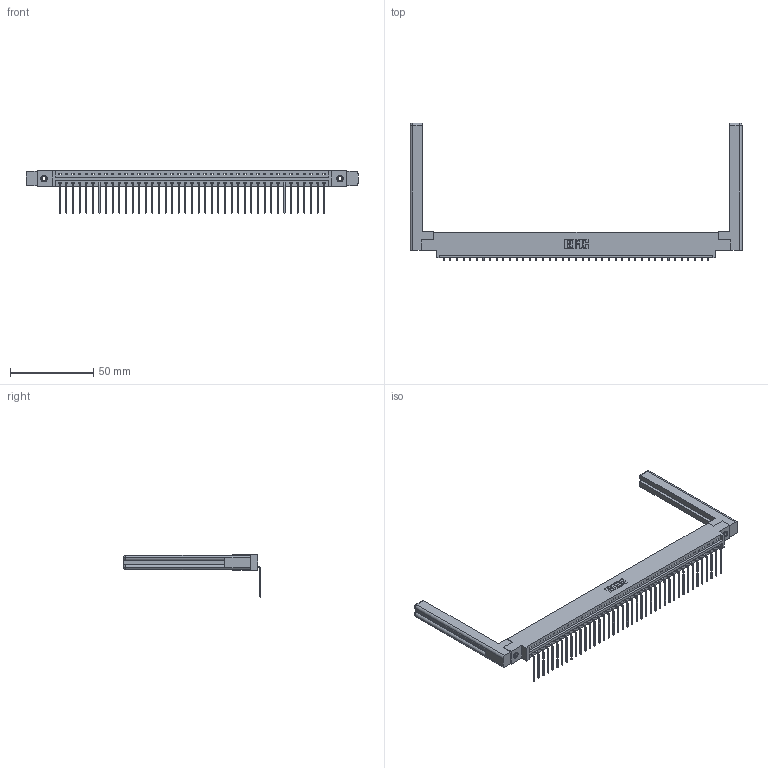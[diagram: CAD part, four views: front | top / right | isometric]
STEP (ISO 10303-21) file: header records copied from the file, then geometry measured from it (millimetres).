
FILE_DESCRIPTION (( 'STEP AP203' ), '1' );
FILE_NAME ('387-041-559-658.STEP', '2019-10-04T20:22:24', ( '' ), ( '' ), 'SwSTEP 2.0', 'SolidWorks 2016', '' );
FILE_SCHEMA (( 'CONFIG_CONTROL_DESIGN' ));
Length unit declared in the file: inch
Products named in the file (5): 387-041-559-658; 345-250-001_345-250-001-102; 345-292-001_558 559 Tail - 1; 337 Part_0.170 Offset - 0.156 Dia-TI; 307-220-058
Assembly tree (46 placements, depth 2):
  387-041-559-658
    337 Part_0.170 Offset - 0.156 Dia-TI
    345-292-001_558 559 Tail - 1  x41
    345-250-001_345-250-001-102  x2
    307-220-058  x2
Bounding box: 199.09 x 82.49 x 25.53 mm (x, y, z)
Volume: 27860.3 mm3; surface area: 27531.6 mm2
Topology: 46 solids, 46 shells, 2884 faces, 8631 edges, 5686 vertices
Faces by surface type: plane 2126, cylinder 734, cone 12, torus 12
Entity records: 33456 total; most frequent: CARTESIAN_POINT 5828, ORIENTED_EDGE 5744, DIRECTION 4926, EDGE_CURVE 2872, VECTOR 2696, LINE 2696, VERTEX_POINT 1906, AXIS2_PLACEMENT_3D 1115
